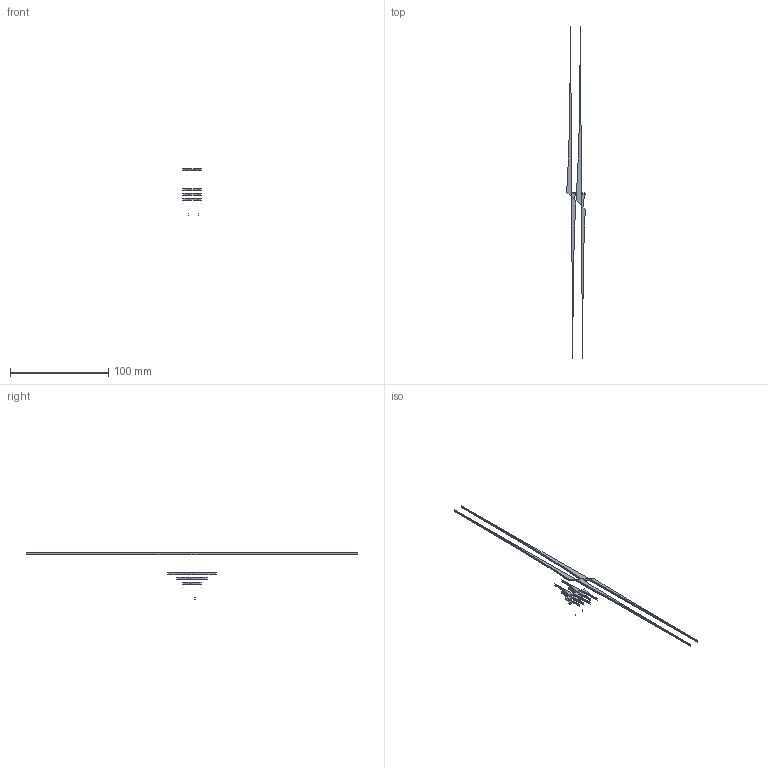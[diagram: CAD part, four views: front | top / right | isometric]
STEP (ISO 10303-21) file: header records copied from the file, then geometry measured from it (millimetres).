
FILE_DESCRIPTION(('Open CASCADE Model'),'2;1');
FILE_NAME('Open CASCADE Shape Model','2024-05-29T19:09:38',('Author'),( 'Open CASCADE'),'Open CASCADE STEP processor 7.7','Open CASCADE 7.7' ,'Unknown');
FILE_SCHEMA(('AUTOMOTIVE_DESIGN { 1 0 10303 214 1 1 1 1 }'));
Length unit declared in the file: millimetre
Products named in the file (7): Open CASCADE STEP translator 7.7 4; Open CASCADE STEP translator 7.7 4.1; Open CASCADE STEP translator 7.7 4.2; Open CASCADE STEP translator 7.7 4.3; Open CASCADE STEP translator 7.7 4.4; Open CASCADE STEP translator 7.7 4.5; Open CASCADE STEP translator 7.7 4.6
Assembly tree (6 placements, depth 2):
  Open CASCADE STEP translator 7.7 4
    Open CASCADE STEP translator 7.7 4.1
    Open CASCADE STEP translator 7.7 4.2
    Open CASCADE STEP translator 7.7 4.3
    Open CASCADE STEP translator 7.7 4.4
    Open CASCADE STEP translator 7.7 4.5
    Open CASCADE STEP translator 7.7 4.6
Bounding box: 19 x 338.55 x 47 mm (x, y, z)
Volume: 461.4 mm3; surface area: 6681.9 mm2
Topology: 6 solids, 6 shells, 110 faces, 270 edges, 172 vertices
Faces by surface type: plane 110
Entity records: 5560 total; most frequent: CARTESIAN_POINT 907, DIRECTION 852, LINE 666, VECTOR 666, ORIENTED_EDGE 444, PCURVE 444, DEFINITIONAL_REPRESENTATION 444, EDGE_CURVE 222
